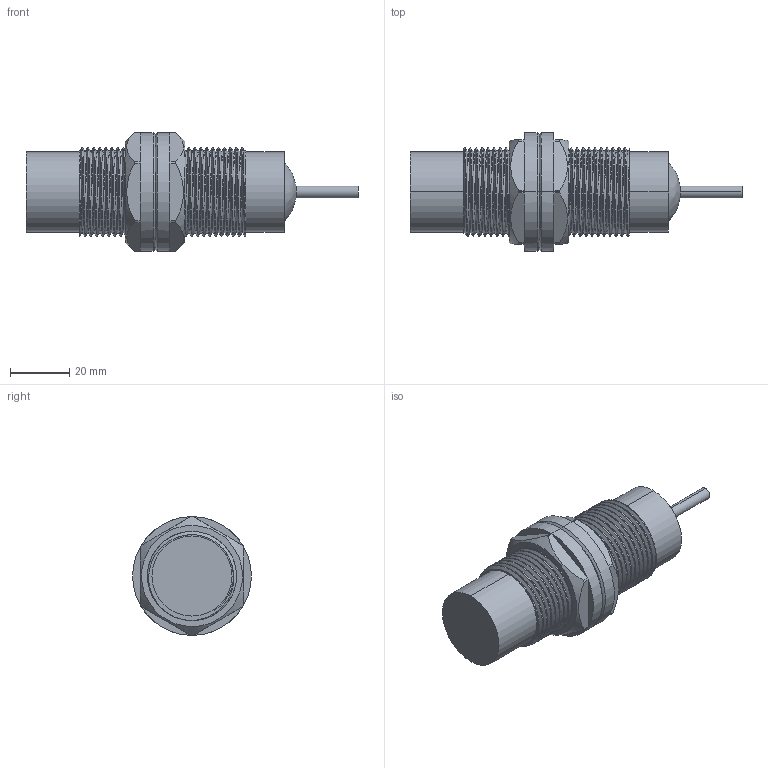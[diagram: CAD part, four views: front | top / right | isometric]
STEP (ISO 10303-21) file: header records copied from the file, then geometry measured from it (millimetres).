
FILE_DESCRIPTION (( 'STEP AP214' ), '1' );
FILE_NAME ('PXCAPCKN30-30NO_3D.STEP', '2022-11-15T23:00:28', ( '' ), ( '' ), 'SwSTEP 2.0', 'SolidWorks 2022', '' );
FILE_SCHEMA (( 'AUTOMOTIVE_DESIGN' ));
Length unit declared in the file: inch
Products named in the file (1): PXCAPCKN30-30NO_3D
Bounding box: 111.82 x 40 x 40 mm (x, y, z)
Volume: 63840.1 mm3; surface area: 17795.6 mm2
Topology: 2 solids, 2 shells, 110 faces, 299 edges, 199 vertices
Faces by surface type: cylinder 69, plane 31, bspline 6, cone 4
Entity records: 11844 total; most frequent: CARTESIAN_POINT 7977, ORIENTED_EDGE 598, DIRECTION 422, EDGE_CURVE 299, VERTEX_POINT 199, AXIS2_PLACEMENT_3D 157, EDGE_LOOP 118, DIMENSIONAL_EXPONENTS 111
